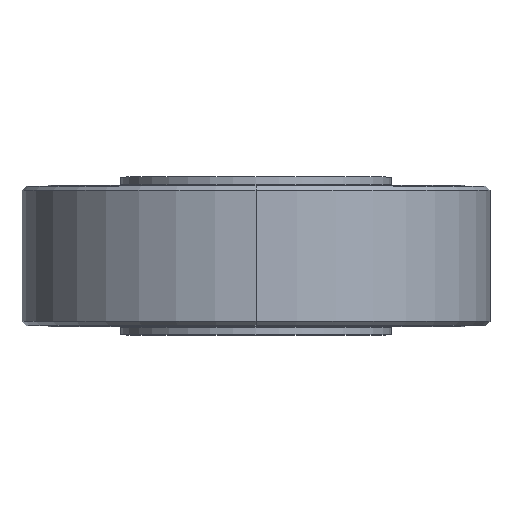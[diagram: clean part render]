
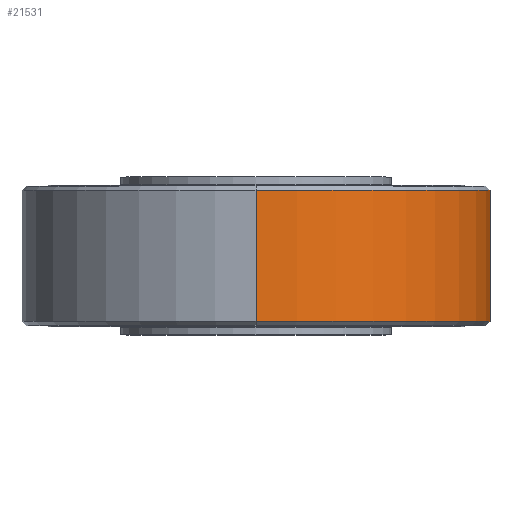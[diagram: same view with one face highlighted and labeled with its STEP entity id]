
A CAD part, top view. The second image highlights one B-rep face of the part: STEP entity #21531.
In plain terms, the highlighted cylindrical face has radius 112.5 mm (diameter 225 mm), a partial arc.
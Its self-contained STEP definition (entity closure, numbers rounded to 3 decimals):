
#257 = DIRECTION ( 'NONE',  ( 0., -1., 0. ) ) ;
#631 = CARTESIAN_POINT ( 'NONE',  ( 0., 65., 0. ) ) ;
#1164 = VECTOR ( 'NONE', #257, 1000. ) ;
#1229 = CIRCLE ( 'NONE', #16662, 112.5 ) ;
#1423 = CARTESIAN_POINT ( 'NONE',  ( 18.31, 48.6, -111. ) ) ;
#1483 = DIRECTION ( 'NONE',  ( 0., 0., -1. ) ) ;
#1541 = VECTOR ( 'NONE', #18171, 1000. ) ;
#1672 = CARTESIAN_POINT ( 'NONE',  ( 18.31, 18.4, -111. ) ) ;
#1673 = VERTEX_POINT ( 'NONE', #1672 ) ;
#4877 = LINE ( 'NONE', #22184, #5169 ) ;
#5169 = VECTOR ( 'NONE', #6325, 1000. ) ;
#5327 = DIRECTION ( 'NONE',  ( 0., 0., 1. ) ) ;
#5750 = AXIS2_PLACEMENT_3D ( 'NONE', #15032, #16975, #5327 ) ;
#5922 = DIRECTION ( 'NONE',  ( 0., 0., -1. ) ) ;
#6325 = DIRECTION ( 'NONE',  ( 0., -1., 0. ) ) ;
#6553 = DIRECTION ( 'NONE',  ( 0., -1., 0. ) ) ;
#7339 = CARTESIAN_POINT ( 'NONE',  ( 0., 67., 0. ) ) ;
#7645 = AXIS2_PLACEMENT_3D ( 'NONE', #631, #6553, #16108 ) ;
#7987 = EDGE_CURVE ( 'NONE', #11250, #13220, #14064, .T. ) ;
#9887 = ORIENTED_EDGE ( 'NONE', *, *, #13808, .T. ) ;
#9907 = CARTESIAN_POINT ( 'NONE',  ( 0., 65., -112.5 ) ) ;
#10841 = EDGE_CURVE ( 'NONE', #25025, #20049, #20654, .T. ) ;
#11078 = ORIENTED_EDGE ( 'NONE', *, *, #10841, .F. ) ;
#11105 = DIRECTION ( 'NONE',  ( 0., -1., 0. ) ) ;
#11250 = VERTEX_POINT ( 'NONE', #11765 ) ;
#11506 = CIRCLE ( 'NONE', #7645, 112.5 ) ;
#11516 = ORIENTED_EDGE ( 'NONE', *, *, #23023, .T. ) ;
#11583 = AXIS2_PLACEMENT_3D ( 'NONE', #7339, #11105, #1483 ) ;
#11765 = CARTESIAN_POINT ( 'NONE',  ( 0., 2., 112.5 ) ) ;
#11954 = DIRECTION ( 'NONE',  ( 0., 1., 0. ) ) ;
#12035 = CARTESIAN_POINT ( 'NONE',  ( 0., 48.6, 0. ) ) ;
#12070 = EDGE_CURVE ( 'NONE', #19268, #1673, #20714, .T. ) ;
#12088 = CARTESIAN_POINT ( 'NONE',  ( 0., 67., -112.5 ) ) ;
#12302 = VECTOR ( 'NONE', #17784, 1000. ) ;
#13220 = VERTEX_POINT ( 'NONE', #16419 ) ;
#13487 = ORIENTED_EDGE ( 'NONE', *, *, #24972, .F. ) ;
#13656 = CARTESIAN_POINT ( 'NONE',  ( 0., 18.4, 0. ) ) ;
#13808 = EDGE_CURVE ( 'NONE', #25025, #17699, #11506, .T. ) ;
#14064 = CIRCLE ( 'NONE', #5750, 112.5 ) ;
#14094 = CIRCLE ( 'NONE', #20791, 112.5 ) ;
#15032 = CARTESIAN_POINT ( 'NONE',  ( 0., 2., 0. ) ) ;
#16108 = DIRECTION ( 'NONE',  ( 0., 0., 1. ) ) ;
#16391 = ORIENTED_EDGE ( 'NONE', *, *, #25136, .F. ) ;
#16419 = CARTESIAN_POINT ( 'NONE',  ( 0., 2., -112.5 ) ) ;
#16662 = AXIS2_PLACEMENT_3D ( 'NONE', #13656, #23815, #5922 ) ;
#16975 = DIRECTION ( 'NONE',  ( 0., 1., 0. ) ) ;
#17346 = ORIENTED_EDGE ( 'NONE', *, *, #7987, .T. ) ;
#17699 = VERTEX_POINT ( 'NONE', #24985 ) ;
#17784 = DIRECTION ( 'NONE',  ( 0., -1., 0. ) ) ;
#17825 = CYLINDRICAL_SURFACE ( 'NONE', #11583, 112.5 ) ;
#17859 = EDGE_CURVE ( 'NONE', #19268, #20049, #14094, .T. ) ;
#17894 = CARTESIAN_POINT ( 'NONE',  ( 0., 48.6, -112.5 ) ) ;
#17910 = CARTESIAN_POINT ( 'NONE',  ( 0., 18.4, -112.5 ) ) ;
#18171 = DIRECTION ( 'NONE',  ( 0., -1., 0. ) ) ;
#18496 = CARTESIAN_POINT ( 'NONE',  ( 18.31, 67., -111. ) ) ;
#19256 = ORIENTED_EDGE ( 'NONE', *, *, #12070, .F. ) ;
#19268 = VERTEX_POINT ( 'NONE', #1423 ) ;
#19590 = LINE ( 'NONE', #21473, #12302 ) ;
#20049 = VERTEX_POINT ( 'NONE', #17894 ) ;
#20654 = LINE ( 'NONE', #12088, #1164 ) ;
#20714 = LINE ( 'NONE', #18496, #1541 ) ;
#20791 = AXIS2_PLACEMENT_3D ( 'NONE', #12035, #11954, #21577 ) ;
#21473 = CARTESIAN_POINT ( 'NONE',  ( 0., 67., 112.5 ) ) ;
#21531 = ADVANCED_FACE ( 'NONE', ( #25174 ), #17825, .T. ) ;
#21577 = DIRECTION ( 'NONE',  ( 0., 0., 1. ) ) ;
#21895 = ORIENTED_EDGE ( 'NONE', *, *, #17859, .T. ) ;
#22184 = CARTESIAN_POINT ( 'NONE',  ( 0., 67., -112.5 ) ) ;
#23023 = EDGE_CURVE ( 'NONE', #17699, #11250, #19590, .T. ) ;
#23815 = DIRECTION ( 'NONE',  ( 0., 1., 0. ) ) ;
#24248 = EDGE_LOOP ( 'NONE', ( #9887, #11516, #17346, #16391, #13487, #19256, #21895, #11078 ) ) ;
#24935 = VERTEX_POINT ( 'NONE', #17910 ) ;
#24972 = EDGE_CURVE ( 'NONE', #1673, #24935, #1229, .T. ) ;
#24985 = CARTESIAN_POINT ( 'NONE',  ( 0., 65., 112.5 ) ) ;
#25025 = VERTEX_POINT ( 'NONE', #9907 ) ;
#25136 = EDGE_CURVE ( 'NONE', #24935, #13220, #4877, .T. ) ;
#25174 = FACE_OUTER_BOUND ( 'NONE', #24248, .T. ) ;
